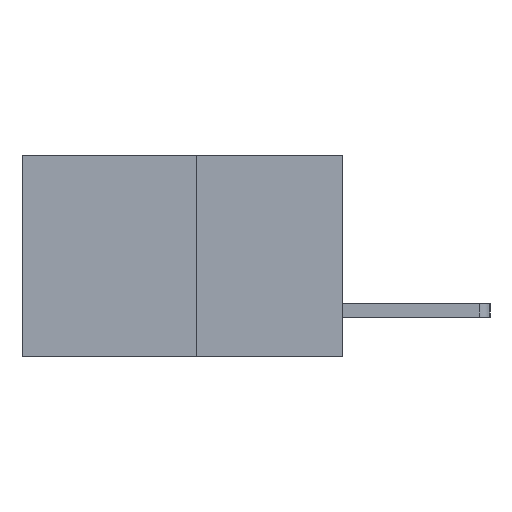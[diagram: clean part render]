
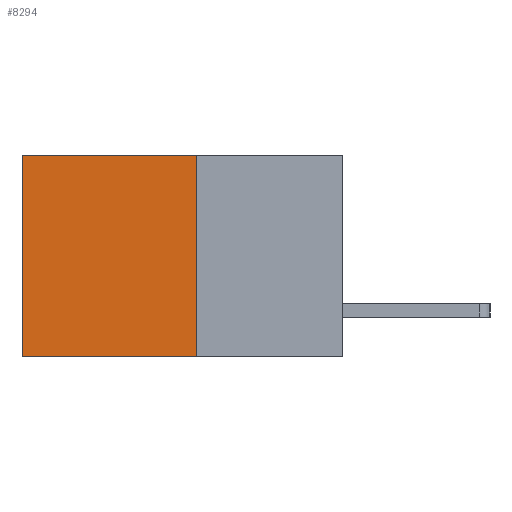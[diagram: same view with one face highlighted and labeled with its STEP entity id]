
A CAD part, left-side view. The second image highlights one B-rep face of the part: STEP entity #8294.
In plain terms, the highlighted planar face has unit normal (-1, 0, 0).
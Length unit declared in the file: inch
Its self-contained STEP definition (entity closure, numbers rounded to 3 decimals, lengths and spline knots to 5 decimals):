
#89 = EDGE_CURVE ( 'NONE', #5775, #5132, #5755, .T. ) ;
#129 = ORIENTED_EDGE ( 'NONE', *, *, #89, .F. ) ;
#539 = ORIENTED_EDGE ( 'NONE', *, *, #4533, .T. ) ;
#545 = VERTEX_POINT ( 'NONE', #8394 ) ;
#826 = PLANE ( 'NONE',  #2611 ) ;
#1223 = EDGE_LOOP ( 'NONE', ( #7358, #7937, #129, #539 ) ) ;
#1627 = DIRECTION ( 'NONE',  ( 0., 0., -1. ) ) ;
#2611 = AXIS2_PLACEMENT_3D ( 'NONE', #8939, #6054, #1627 ) ;
#2812 = VECTOR ( 'NONE', #9245, 39.37008 ) ;
#3074 = DIRECTION ( 'NONE',  ( 0., 1., 0. ) ) ;
#3221 = DIRECTION ( 'NONE',  ( 0., 1., 0. ) ) ;
#3233 = CARTESIAN_POINT ( 'NONE',  ( 0.277, 0.27, -0.37 ) ) ;
#3387 = VECTOR ( 'NONE', #3221, 39.37008 ) ;
#4533 = EDGE_CURVE ( 'NONE', #5775, #8988, #7890, .T. ) ;
#5132 = VERTEX_POINT ( 'NONE', #7005 ) ;
#5554 = EDGE_CURVE ( 'NONE', #8988, #545, #8650, .T. ) ;
#5755 = LINE ( 'NONE', #7706, #9637 ) ;
#5775 = VERTEX_POINT ( 'NONE', #7614 ) ;
#6054 = DIRECTION ( 'NONE',  ( 1., 0., 0. ) ) ;
#6435 = EDGE_CURVE ( 'NONE', #5132, #545, #9211, .T. ) ;
#7005 = CARTESIAN_POINT ( 'NONE',  ( 0.277, 0.27, -0.37 ) ) ;
#7233 = CARTESIAN_POINT ( 'NONE',  ( 0.277, 0.27, 0. ) ) ;
#7358 = ORIENTED_EDGE ( 'NONE', *, *, #5554, .T. ) ;
#7614 = CARTESIAN_POINT ( 'NONE',  ( 0.277, 0.27, 0. ) ) ;
#7706 = CARTESIAN_POINT ( 'NONE',  ( 0.277, 0.27, -0.37 ) ) ;
#7890 = LINE ( 'NONE', #7233, #8103 ) ;
#7930 = FACE_OUTER_BOUND ( 'NONE', #1223, .T. ) ;
#7937 = ORIENTED_EDGE ( 'NONE', *, *, #6435, .F. ) ;
#8103 = VECTOR ( 'NONE', #3074, 39.37008 ) ;
#8289 = DIRECTION ( 'NONE',  ( 0., 0., -1. ) ) ;
#8294 = ADVANCED_FACE ( 'NONE', ( #7930 ), #826, .F. ) ;
#8394 = CARTESIAN_POINT ( 'NONE',  ( 0.277, 0.59, -0.37 ) ) ;
#8650 = LINE ( 'NONE', #9274, #2812 ) ;
#8939 = CARTESIAN_POINT ( 'NONE',  ( 0.277, 0.27, -0.37 ) ) ;
#8988 = VERTEX_POINT ( 'NONE', #8996 ) ;
#8996 = CARTESIAN_POINT ( 'NONE',  ( 0.277, 0.59, 0. ) ) ;
#9211 = LINE ( 'NONE', #3233, #3387 ) ;
#9245 = DIRECTION ( 'NONE',  ( 0., 0., -1. ) ) ;
#9274 = CARTESIAN_POINT ( 'NONE',  ( 0.277, 0.59, -0.37 ) ) ;
#9637 = VECTOR ( 'NONE', #8289, 39.37008 ) ;
